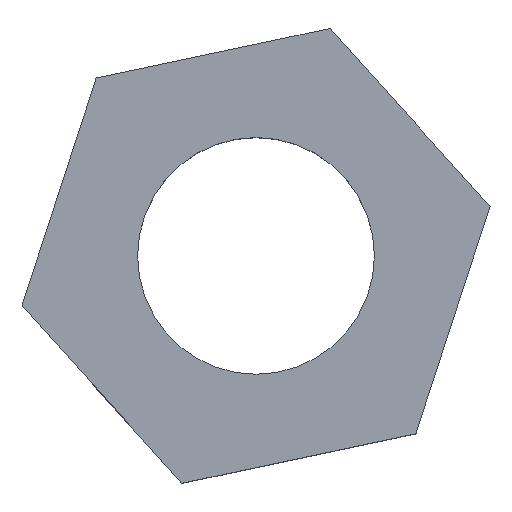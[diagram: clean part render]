
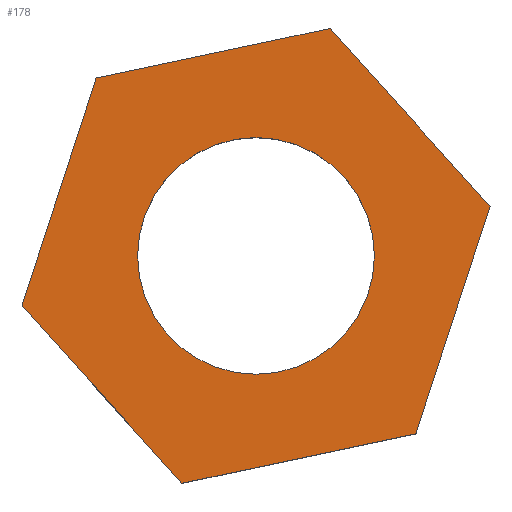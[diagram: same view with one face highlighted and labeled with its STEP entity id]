
A CAD part, top view. The second image highlights one B-rep face of the part: STEP entity #178.
In plain terms, the highlighted planar face has unit normal (0, 0, 1).
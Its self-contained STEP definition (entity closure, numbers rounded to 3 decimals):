
#2 = EDGE_CURVE ( 'NONE', #78, #368, #81, .T. ) ;
#14 = CARTESIAN_POINT ( 'NONE',  ( -3.954, -0.836, 2. ) ) ;
#22 = CARTESIAN_POINT ( 'NONE',  ( -1.253, -3.842, 2. ) ) ;
#29 = CARTESIAN_POINT ( 'NONE',  ( -3.954, -0.836, 2. ) ) ;
#35 = DIRECTION ( 'NONE',  ( 1., 0., 0. ) ) ;
#43 = EDGE_CURVE ( 'NONE', #322, #146, #318, .T. ) ;
#47 = VERTEX_POINT ( 'NONE', #179 ) ;
#49 = ORIENTED_EDGE ( 'NONE', *, *, #258, .F. ) ;
#56 = DIRECTION ( 'NONE',  ( 0.978, 0.207, 0. ) ) ;
#64 = CARTESIAN_POINT ( 'NONE',  ( 3.954, 0.836, 2. ) ) ;
#68 = AXIS2_PLACEMENT_3D ( 'NONE', #329, #297, #35 ) ;
#71 = CARTESIAN_POINT ( 'NONE',  ( 2.701, -3.006, 2. ) ) ;
#76 = DIRECTION ( 'NONE',  ( 0., 0., 1. ) ) ;
#78 = VERTEX_POINT ( 'NONE', #289 ) ;
#81 = LINE ( 'NONE', #369, #338 ) ;
#87 = CARTESIAN_POINT ( 'NONE',  ( 1.253, 3.842, 2. ) ) ;
#89 = FACE_OUTER_BOUND ( 'NONE', #347, .T. ) ;
#90 = LINE ( 'NONE', #328, #123 ) ;
#94 = DIRECTION ( 'NONE',  ( -0.668, 0.744, 0. ) ) ;
#105 = CIRCLE ( 'NONE', #152, 2. ) ;
#109 = VERTEX_POINT ( 'NONE', #87 ) ;
#123 = VECTOR ( 'NONE', #351, 1000. ) ;
#124 = DIRECTION ( 'NONE',  ( 1., 0., 0. ) ) ;
#133 = DIRECTION ( 'NONE',  ( 0.668, -0.744, 0. ) ) ;
#142 = VECTOR ( 'NONE', #56, 1000. ) ;
#146 = VERTEX_POINT ( 'NONE', #236 ) ;
#152 = AXIS2_PLACEMENT_3D ( 'NONE', #337, #76, #163 ) ;
#161 = PLANE ( 'NONE',  #68 ) ;
#163 = DIRECTION ( 'NONE',  ( 1., 0., 0. ) ) ;
#168 = ORIENTED_EDGE ( 'NONE', *, *, #269, .T. ) ;
#169 = EDGE_CURVE ( 'NONE', #284, #47, #251, .T. ) ;
#170 = VECTOR ( 'NONE', #133, 1000. ) ;
#177 = VERTEX_POINT ( 'NONE', #354 ) ;
#178 = ADVANCED_FACE ( 'NONE', ( #89, #237 ), #161, .T. ) ;
#179 = CARTESIAN_POINT ( 'NONE',  ( 2., 0., 2. ) ) ;
#193 = LINE ( 'NONE', #71, #198 ) ;
#198 = VECTOR ( 'NONE', #309, 1000. ) ;
#199 = ORIENTED_EDGE ( 'NONE', *, *, #207, .T. ) ;
#202 = ORIENTED_EDGE ( 'NONE', *, *, #43, .T. ) ;
#207 = EDGE_CURVE ( 'NONE', #368, #322, #244, .T. ) ;
#228 = ORIENTED_EDGE ( 'NONE', *, *, #326, .T. ) ;
#231 = AXIS2_PLACEMENT_3D ( 'NONE', #356, #327, #124 ) ;
#236 = CARTESIAN_POINT ( 'NONE',  ( 2.701, -3.006, 2. ) ) ;
#237 = FACE_BOUND ( 'NONE', #283, .T. ) ;
#244 = LINE ( 'NONE', #14, #170 ) ;
#251 = CIRCLE ( 'NONE', #231, 2. ) ;
#255 = ORIENTED_EDGE ( 'NONE', *, *, #319, .T. ) ;
#258 = EDGE_CURVE ( 'NONE', #47, #284, #105, .T. ) ;
#269 = EDGE_CURVE ( 'NONE', #146, #177, #193, .T. ) ;
#283 = EDGE_LOOP ( 'NONE', ( #311, #49 ) ) ;
#284 = VERTEX_POINT ( 'NONE', #301 ) ;
#289 = CARTESIAN_POINT ( 'NONE',  ( -2.701, 3.006, 2. ) ) ;
#297 = DIRECTION ( 'NONE',  ( 0., 0., 1. ) ) ;
#301 = CARTESIAN_POINT ( 'NONE',  ( -2., 0., 2. ) ) ;
#309 = DIRECTION ( 'NONE',  ( 0.31, 0.951, 0. ) ) ;
#311 = ORIENTED_EDGE ( 'NONE', *, *, #169, .F. ) ;
#316 = VECTOR ( 'NONE', #94, 1000. ) ;
#318 = LINE ( 'NONE', #22, #142 ) ;
#319 = EDGE_CURVE ( 'NONE', #177, #109, #375, .T. ) ;
#322 = VERTEX_POINT ( 'NONE', #355 ) ;
#326 = EDGE_CURVE ( 'NONE', #109, #78, #90, .T. ) ;
#327 = DIRECTION ( 'NONE',  ( 0., 0., 1. ) ) ;
#328 = CARTESIAN_POINT ( 'NONE',  ( 1.253, 3.842, 2. ) ) ;
#329 = CARTESIAN_POINT ( 'NONE',  ( 0., 0., 2. ) ) ;
#337 = CARTESIAN_POINT ( 'NONE',  ( 0., 0., 2. ) ) ;
#338 = VECTOR ( 'NONE', #377, 1000. ) ;
#347 = EDGE_LOOP ( 'NONE', ( #255, #228, #350, #199, #202, #168 ) ) ;
#350 = ORIENTED_EDGE ( 'NONE', *, *, #2, .T. ) ;
#351 = DIRECTION ( 'NONE',  ( -0.978, -0.207, 0. ) ) ;
#354 = CARTESIAN_POINT ( 'NONE',  ( 3.954, 0.836, 2. ) ) ;
#355 = CARTESIAN_POINT ( 'NONE',  ( -1.253, -3.842, 2. ) ) ;
#356 = CARTESIAN_POINT ( 'NONE',  ( 0., 0., 2. ) ) ;
#368 = VERTEX_POINT ( 'NONE', #29 ) ;
#369 = CARTESIAN_POINT ( 'NONE',  ( -2.701, 3.006, 2. ) ) ;
#375 = LINE ( 'NONE', #64, #316 ) ;
#377 = DIRECTION ( 'NONE',  ( -0.31, -0.951, 0. ) ) ;
